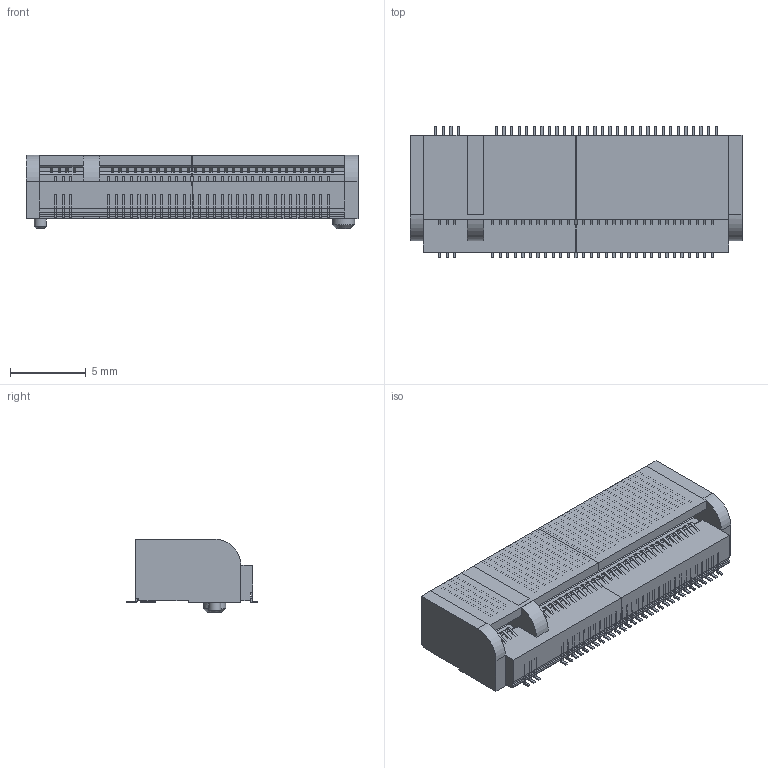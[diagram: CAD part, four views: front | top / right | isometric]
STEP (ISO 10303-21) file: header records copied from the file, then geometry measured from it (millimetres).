
FILE_DESCRIPTION(('FreeCAD Model'),'2;1');
FILE_NAME('Open CASCADE Shape Model','2022-02-06T19:31:52',( 'kicad StepUp'),('ksu MCAD'),'Open CASCADE STEP processor 7.5', 'FreeCAD','Unknown');
FILE_SCHEMA(('AUTOMOTIVE_DESIGN { 1 0 10303 214 1 1 1 1 }'));
Length unit declared in the file: millimetre
Products named in the file (1): TE_M.2_NGFF_A-KEY_2199230-8_H4.2_2Rows_67_P0.5mm_Horizontal
Bounding box: 21.9 x 8.7 x 4.85 mm (x, y, z)
Volume: 585.9 mm3; surface area: 1019.3 mm2
Topology: 71 solids, 71 shells, 1163 faces, 3027 edges, 2006 vertices
Faces by surface type: plane 1088, cylinder 73, cone 2
Full cylindrical faces by diameter (mm): 0.8 x1, 1.45 x1
Entity records: 43604 total; most frequent: CARTESIAN_POINT 6197, ORIENTED_EDGE 6054, DIRECTION 5511, EDGE_CURVE 3027, LINE 2871, VECTOR 2871, VERTEX_POINT 2006, AXIS2_PLACEMENT_3D 1320
